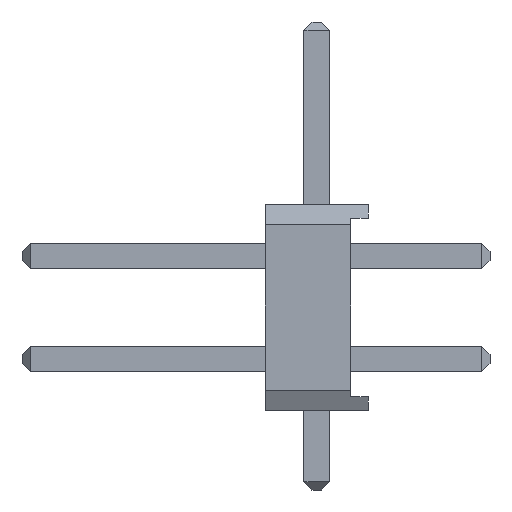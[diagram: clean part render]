
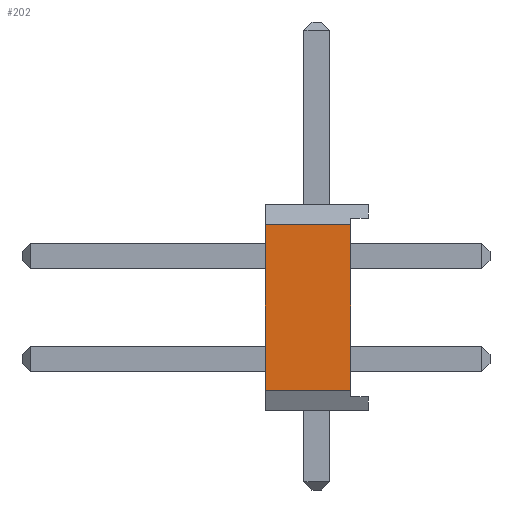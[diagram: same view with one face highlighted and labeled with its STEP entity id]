
A CAD part, left-side view. The second image highlights one B-rep face of the part: STEP entity #202.
In plain terms, the highlighted planar face has unit normal (-1, 0, 0).
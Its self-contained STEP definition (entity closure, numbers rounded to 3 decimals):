
#202 = ADVANCED_FACE( '', ( #481 ), #482, .T. );
#481 = FACE_OUTER_BOUND( '', #857, .T. );
#482 = PLANE( '', #858 );
#857 = EDGE_LOOP( '', ( #1399, #1400, #1401, #1402 ) );
#858 = AXIS2_PLACEMENT_3D( '', #1403, #1404, #1405 );
#1399 = ORIENTED_EDGE( '', *, *, #2209, .F. );
#1400 = ORIENTED_EDGE( '', *, *, #2331, .T. );
#1401 = ORIENTED_EDGE( '', *, *, #2332, .T. );
#1402 = ORIENTED_EDGE( '', *, *, #2333, .T. );
#1403 = CARTESIAN_POINT( '', ( -6.35, 0., 0. ) );
#1404 = DIRECTION( '', ( -1., 0., 0. ) );
#1405 = DIRECTION( '', ( 0., 0., 1. ) );
#2209 = EDGE_CURVE( '', #2640, #2642, #2643, .T. );
#2331 = EDGE_CURVE( '', #2640, #2843, #2844, .T. );
#2332 = EDGE_CURVE( '', #2843, #2845, #2846, .T. );
#2333 = EDGE_CURVE( '', #2845, #2642, #2847, .T. );
#2640 = VERTEX_POINT( '', #3271 );
#2642 = VERTEX_POINT( '', #3274 );
#2643 = LINE( '', #3275, #3276 );
#2843 = VERTEX_POINT( '', #3571 );
#2844 = LINE( '', #3572, #3573 );
#2845 = VERTEX_POINT( '', #3574 );
#2846 = LINE( '', #3575, #3576 );
#2847 = LINE( '', #3577, #3578 );
#3271 = CARTESIAN_POINT( '', ( -6.35, -0.832, -3.31 ) );
#3274 = CARTESIAN_POINT( '', ( -6.35, 1.27, -3.31 ) );
#3275 = CARTESIAN_POINT( '', ( -6.35, 0., -3.31 ) );
#3276 = VECTOR( '', #4144, 1000. );
#3571 = CARTESIAN_POINT( '', ( -6.35, -0.832, 0.77 ) );
#3572 = CARTESIAN_POINT( '', ( -6.35, -0.832, 0. ) );
#3573 = VECTOR( '', #4240, 1000. );
#3574 = CARTESIAN_POINT( '', ( -6.35, 1.27, 0.77 ) );
#3575 = CARTESIAN_POINT( '', ( -6.35, 0., 0.77 ) );
#3576 = VECTOR( '', #4241, 1000. );
#3577 = CARTESIAN_POINT( '', ( -6.35, 1.27, 1.27 ) );
#3578 = VECTOR( '', #4242, 1000. );
#4144 = DIRECTION( '', ( 0., 1., 0. ) );
#4240 = DIRECTION( '', ( 0., 0., 1. ) );
#4241 = DIRECTION( '', ( 0., 1., 0. ) );
#4242 = DIRECTION( '', ( 0., 0., -1. ) );
